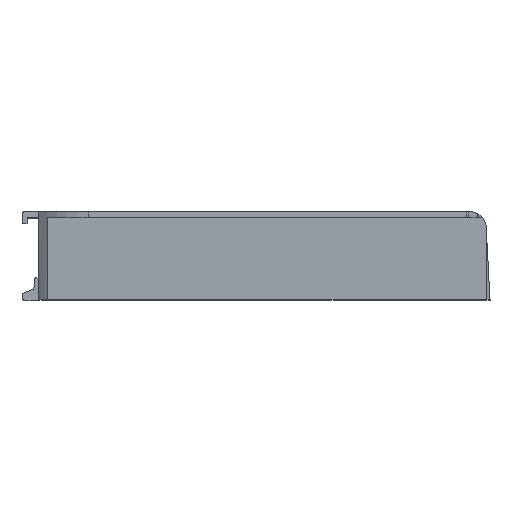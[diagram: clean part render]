
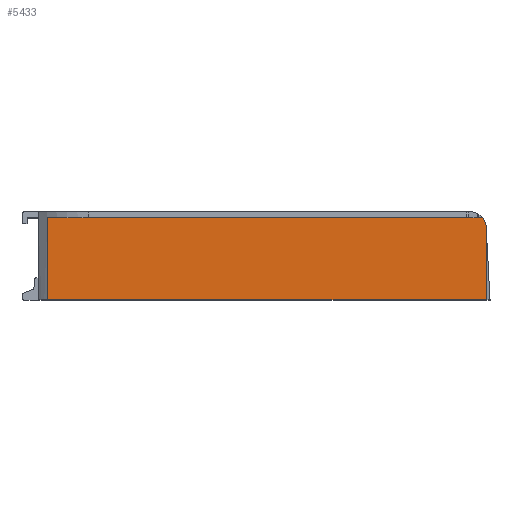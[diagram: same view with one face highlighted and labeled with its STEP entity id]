
A CAD part, top view. The second image highlights one B-rep face of the part: STEP entity #5433.
In plain terms, the highlighted planar face has unit normal (0, 0, 1).
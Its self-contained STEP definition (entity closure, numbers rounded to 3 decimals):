
#14 = CIRCLE ( 'NONE', #5126, 7.5 ) ;
#134 = VECTOR ( 'NONE', #1233, 1000. ) ;
#221 = EDGE_CURVE ( 'NONE', #3490, #4097, #5524, .T. ) ;
#248 = CARTESIAN_POINT ( 'NONE',  ( 203.327, -40., 49.3 ) ) ;
#472 = CARTESIAN_POINT ( 'NONE',  ( 4.092, 0., 49.3 ) ) ;
#662 = DIRECTION ( 'NONE',  ( 1., 0., 0. ) ) ;
#687 = CARTESIAN_POINT ( 'NONE',  ( 195.786, -7.5, 49.3 ) ) ;
#734 = CARTESIAN_POINT ( 'NONE',  ( 4.092, -40., 49.3 ) ) ;
#852 = EDGE_CURVE ( 'NONE', #5687, #6085, #4886, .T. ) ;
#1059 = VECTOR ( 'NONE', #6448, 1000. ) ;
#1210 = CARTESIAN_POINT ( 'NONE',  ( 0., -40., 49.3 ) ) ;
#1233 = DIRECTION ( 'NONE',  ( -0.052, 0.999, 0. ) ) ;
#1339 = EDGE_CURVE ( 'NONE', #2967, #3490, #5616, .T. ) ;
#1499 = AXIS2_PLACEMENT_3D ( 'NONE', #1632, #6494, #662 ) ;
#1595 = CARTESIAN_POINT ( 'NONE',  ( 203.327, -8.078, 49.3 ) ) ;
#1625 = VECTOR ( 'NONE', #1744, 1000. ) ;
#1632 = CARTESIAN_POINT ( 'NONE',  ( 0., 0., 49.3 ) ) ;
#1650 = ORIENTED_EDGE ( 'NONE', *, *, #5585, .T. ) ;
#1743 = CARTESIAN_POINT ( 'NONE',  ( 205., -40., 49.3 ) ) ;
#1744 = DIRECTION ( 'NONE',  ( 1., 0., 0. ) ) ;
#1784 = CARTESIAN_POINT ( 'NONE',  ( 203.276, -7.107, 49.3 ) ) ;
#1859 = EDGE_CURVE ( 'NONE', #6085, #1905, #2316, .T. ) ;
#1905 = VERTEX_POINT ( 'NONE', #1784 ) ;
#1911 = ORIENTED_EDGE ( 'NONE', *, *, #1859, .T. ) ;
#2170 = VECTOR ( 'NONE', #6750, 1000. ) ;
#2316 = LINE ( 'NONE', #1743, #134 ) ;
#2967 = VERTEX_POINT ( 'NONE', #5655 ) ;
#3040 = DIRECTION ( 'NONE',  ( 0., 1., 0. ) ) ;
#3062 = LINE ( 'NONE', #1210, #1625 ) ;
#3142 = CARTESIAN_POINT ( 'NONE',  ( 4.092, -2.7, 49.3 ) ) ;
#3151 = FACE_OUTER_BOUND ( 'NONE', #5588, .T. ) ;
#3236 = ORIENTED_EDGE ( 'NONE', *, *, #852, .T. ) ;
#3490 = VERTEX_POINT ( 'NONE', #3142 ) ;
#3502 = CARTESIAN_POINT ( 'NONE',  ( 0., -2.7, 49.3 ) ) ;
#4097 = VERTEX_POINT ( 'NONE', #734 ) ;
#4112 = EDGE_CURVE ( 'NONE', #1905, #2967, #14, .T. ) ;
#4345 = PLANE ( 'NONE',  #1499 ) ;
#4415 = DIRECTION ( 'NONE',  ( 1., 0., 0. ) ) ;
#4589 = ORIENTED_EDGE ( 'NONE', *, *, #4112, .T. ) ;
#4886 = LINE ( 'NONE', #5715, #5059 ) ;
#5059 = VECTOR ( 'NONE', #3040, 1000. ) ;
#5126 = AXIS2_PLACEMENT_3D ( 'NONE', #687, #6074, #4415 ) ;
#5433 = ADVANCED_FACE ( 'NONE', ( #3151 ), #4345, .T. ) ;
#5524 = LINE ( 'NONE', #472, #1059 ) ;
#5585 = EDGE_CURVE ( 'NONE', #4097, #5687, #3062, .T. ) ;
#5588 = EDGE_LOOP ( 'NONE', ( #3236, #1911, #4589, #5673, #6464, #1650 ) ) ;
#5616 = LINE ( 'NONE', #3502, #2170 ) ;
#5655 = CARTESIAN_POINT ( 'NONE',  ( 201.549, -2.7, 49.3 ) ) ;
#5673 = ORIENTED_EDGE ( 'NONE', *, *, #1339, .T. ) ;
#5687 = VERTEX_POINT ( 'NONE', #248 ) ;
#5715 = CARTESIAN_POINT ( 'NONE',  ( 203.327, 0., 49.3 ) ) ;
#6074 = DIRECTION ( 'NONE',  ( 0., 0., 1. ) ) ;
#6085 = VERTEX_POINT ( 'NONE', #1595 ) ;
#6448 = DIRECTION ( 'NONE',  ( 0., -1., 0. ) ) ;
#6464 = ORIENTED_EDGE ( 'NONE', *, *, #221, .T. ) ;
#6494 = DIRECTION ( 'NONE',  ( 0., 0., 1. ) ) ;
#6750 = DIRECTION ( 'NONE',  ( -1., 0., 0. ) ) ;
